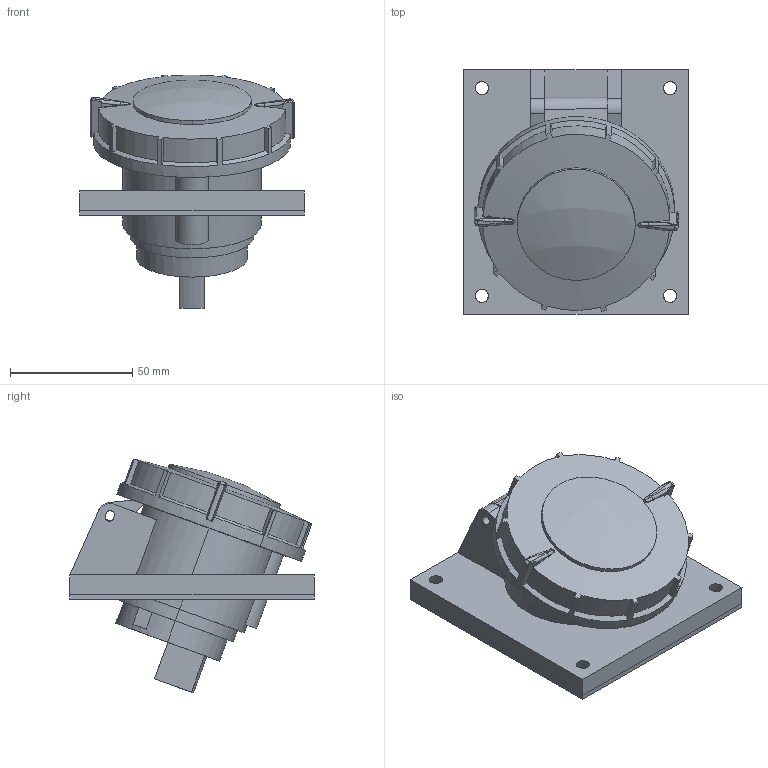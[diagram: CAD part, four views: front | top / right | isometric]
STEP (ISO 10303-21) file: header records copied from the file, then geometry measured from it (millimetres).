
FILE_DESCRIPTION (( 'STEP AP214' ), '1' );
FILE_NAME ('PSR42-016-4-0-67 Ðîçåòêà âñòð. óãë. ÑÑÈ-4142 16À-6÷ 380Â 3P+PE IP67 IEK.STEP', '2025-12-16T13:59:34', ( '' ), ( '' ), 'SwSTEP 2.0', 'SolidWorks 2022', '' );
FILE_SCHEMA (( 'AUTOMOTIVE_DESIGN' ));
Length unit declared in the file: millimetre
Products named in the file (1): PSR42-016-4-0-67 Розетка встр. угл. ССИ-4142 16А-6ч 380В 3P+PE IP67 IEK
Bounding box: 92.05 x 100.05 x 95.71 mm (x, y, z)
Volume: 228473.3 mm3; surface area: 76073.5 mm2
Topology: 1 solids, 2 shells, 516 faces, 1410 edges, 925 vertices
Faces by surface type: plane 244, cylinder 189, bspline 42, cone 31, torus 8, sphere 2
Entity records: 18980 total; most frequent: CARTESIAN_POINT 5873, ORIENTED_EDGE 2816, DIRECTION 2684, EDGE_CURVE 1408, AXIS2_PLACEMENT_3D 976, VERTEX_POINT 925, VECTOR 732, LINE 732
